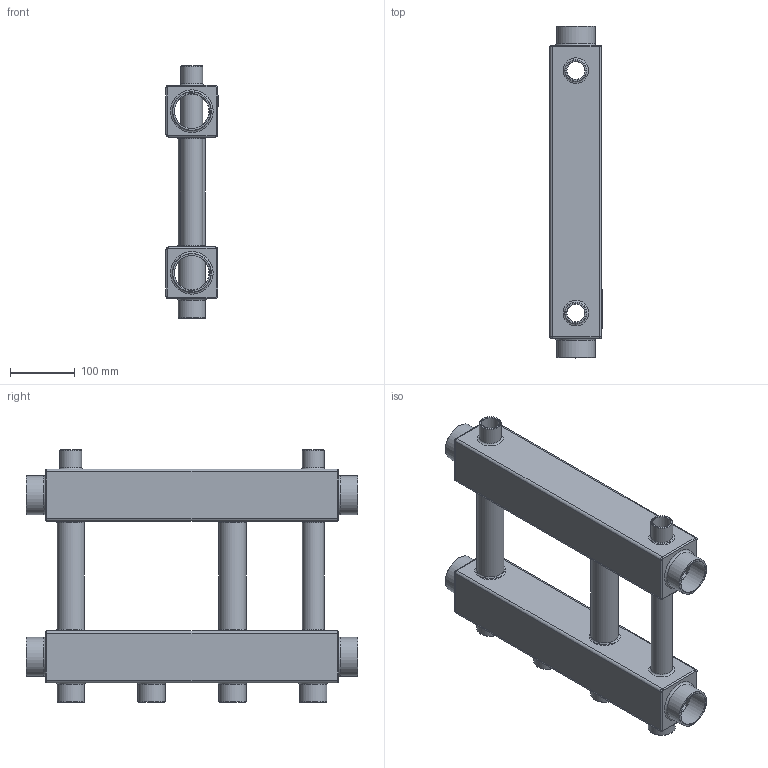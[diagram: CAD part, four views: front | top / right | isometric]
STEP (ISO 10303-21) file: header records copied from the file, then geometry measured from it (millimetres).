
FILE_DESCRIPTION(('STEP AP203'), '1');
FILE_NAME('MKSS-250-2x32.00', '', ('UNSPECIFIED'), ('UNSPECIFIED'), 'ASCON STEP Converter 1.6', 'ASCON Math Kernel', '');
FILE_SCHEMA(('CONFIG_CONTROL_DESIGN'));
Length unit declared in the file: millimetre
Bounding box: 80.55 x 513 x 390 mm (x, y, z)
Volume: 955035.2 mm3; surface area: 815493 mm2
Topology: 1 solids, 1 shells, 462 faces, 1180 edges, 765 vertices
Faces by surface type: bspline 171, plane 139, cylinder 79, cone 40, torus 33
Full cylindrical faces by diameter (mm): 27.5 x2, 30 x2, 33.5 x4, 34 x2, 36.3 x4, 40 x4, 42.3 x8, 43 x4, 53 x4, 57 x4, 60 x4
Entity records: 21330 total; most frequent: CARTESIAN_POINT 7986, ORIENTED_EDGE 2162, DIRECTION 1434, EDGE_CURVE 1081, VERTEX_POINT 765, EDGE_LOOP 632, AXIS2_PLACEMENT_3D 545, B_SPLINE_CURVE_WITH_KNOTS 484
